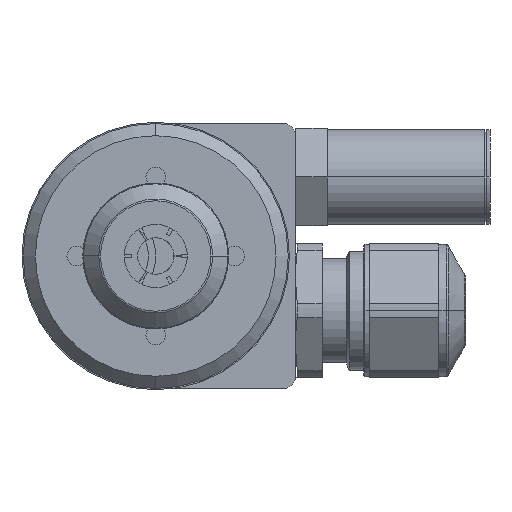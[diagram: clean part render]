
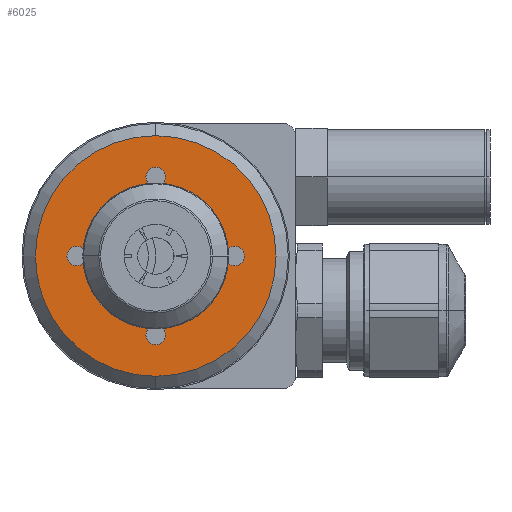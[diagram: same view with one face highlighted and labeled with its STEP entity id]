
A CAD part, left-side view. The second image highlights one B-rep face of the part: STEP entity #6025.
In plain terms, the highlighted planar face has unit normal (-1, 0, 0).
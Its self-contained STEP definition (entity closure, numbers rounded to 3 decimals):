
#127 = VERTEX_POINT ( 'NONE', #768 ) ;
#133 = VERTEX_POINT ( 'NONE', #807 ) ;
#134 = EDGE_CURVE ( 'NONE', #133, #127, #802, .T. ) ;
#768 = CARTESIAN_POINT ( 'NONE',  ( -73.4, 0., -9.9 ) ) ;
#799 = DIRECTION ( 'NONE',  ( 0., 0., -1. ) ) ;
#800 = DIRECTION ( 'NONE',  ( -1., 0., 0. ) ) ;
#801 = AXIS2_PLACEMENT_3D ( 'NONE', #872, #800, #799 ) ;
#802 = CIRCLE ( 'NONE', #801, 9.9 ) ;
#807 = CARTESIAN_POINT ( 'NONE',  ( -73.4, 0., 9.9 ) ) ;
#872 = CARTESIAN_POINT ( 'NONE',  ( -73.4, 0., 0. ) ) ;
#5586 = EDGE_CURVE ( 'NONE', #5960, #5953, #6531, .T. ) ;
#5694 = VERTEX_POINT ( 'NONE', #6736 ) ;
#5698 = VERTEX_POINT ( 'NONE', #6683 ) ;
#5699 = VERTEX_POINT ( 'NONE', #6685 ) ;
#5802 = EDGE_CURVE ( 'NONE', #5981, #5694, #6662, .T. ) ;
#5809 = EDGE_CURVE ( 'NONE', #5954, #5814, #6740, .T. ) ;
#5814 = VERTEX_POINT ( 'NONE', #6799 ) ;
#5842 = EDGE_CURVE ( 'NONE', #5699, #5698, #6978, .T. ) ;
#5851 = ORIENTED_EDGE ( 'NONE', *, *, #5973, .T. ) ;
#5852 = EDGE_LOOP ( 'NONE', ( #5853, #5871 ) ) ;
#5853 = ORIENTED_EDGE ( 'NONE', *, *, #5964, .F. ) ;
#5854 = ORIENTED_EDGE ( 'NONE', *, *, #5842, .F. ) ;
#5863 = ORIENTED_EDGE ( 'NONE', *, *, #5987, .F. ) ;
#5864 = VERTEX_POINT ( 'NONE', #6882 ) ;
#5865 = EDGE_LOOP ( 'NONE', ( #5874, #5919 ) ) ;
#5866 = ORIENTED_EDGE ( 'NONE', *, *, #5802, .F. ) ;
#5871 = ORIENTED_EDGE ( 'NONE', *, *, #5809, .F. ) ;
#5872 = EDGE_CURVE ( 'NONE', #5864, #6008, #6975, .T. ) ;
#5873 = EDGE_LOOP ( 'NONE', ( #5866, #5863 ) ) ;
#5874 = ORIENTED_EDGE ( 'NONE', *, *, #5586, .F. ) ;
#5915 = ORIENTED_EDGE ( 'NONE', *, *, #5917, .F. ) ;
#5917 = EDGE_CURVE ( 'NONE', #6008, #5864, #6789, .T. ) ;
#5919 = ORIENTED_EDGE ( 'NONE', *, *, #5991, .F. ) ;
#5949 = EDGE_LOOP ( 'NONE', ( #6042, #5854 ) ) ;
#5950 = ORIENTED_EDGE ( 'NONE', *, *, #134, .T. ) ;
#5953 = VERTEX_POINT ( 'NONE', #7034 ) ;
#5954 = VERTEX_POINT ( 'NONE', #7157 ) ;
#5960 = VERTEX_POINT ( 'NONE', #7043 ) ;
#5964 = EDGE_CURVE ( 'NONE', #5814, #5954, #7044, .T. ) ;
#5973 = EDGE_CURVE ( 'NONE', #127, #133, #7026, .T. ) ;
#5981 = VERTEX_POINT ( 'NONE', #7005 ) ;
#5987 = EDGE_CURVE ( 'NONE', #5694, #5981, #7013, .T. ) ;
#5989 = EDGE_LOOP ( 'NONE', ( #5851, #5950 ) ) ;
#5990 = EDGE_CURVE ( 'NONE', #5698, #5699, #7143, .T. ) ;
#5991 = EDGE_CURVE ( 'NONE', #5953, #5960, #6996, .T. ) ;
#6007 = ORIENTED_EDGE ( 'NONE', *, *, #5872, .F. ) ;
#6008 = VERTEX_POINT ( 'NONE', #7371 ) ;
#6009 = EDGE_LOOP ( 'NONE', ( #6007, #5915 ) ) ;
#6025 = ADVANCED_FACE ( 'NONE', ( #7237, #7235, #7238, #7232, #7239, #7231 ), #7372, .F. ) ;
#6042 = ORIENTED_EDGE ( 'NONE', *, *, #5990, .F. ) ;
#6512 = DIRECTION ( 'NONE',  ( -1., 0., 0. ) ) ;
#6528 = DIRECTION ( 'NONE',  ( 0., 0., 1. ) ) ;
#6531 = CIRCLE ( 'NONE', #6542, 0.8 ) ;
#6542 = AXIS2_PLACEMENT_3D ( 'NONE', #6544, #6512, #6528 ) ;
#6544 = CARTESIAN_POINT ( 'NONE',  ( -73.4, 6.5, 0. ) ) ;
#6657 = CARTESIAN_POINT ( 'NONE',  ( -73.4, 0., 6.5 ) ) ;
#6662 = CIRCLE ( 'NONE', #6751, 0.8 ) ;
#6683 = CARTESIAN_POINT ( 'NONE',  ( -73.4, 0., -5.7 ) ) ;
#6685 = CARTESIAN_POINT ( 'NONE',  ( -73.4, 0., -7.3 ) ) ;
#6736 = CARTESIAN_POINT ( 'NONE',  ( -73.4, 0., 5.7 ) ) ;
#6740 = CIRCLE ( 'NONE', #6796, 0.8 ) ;
#6747 = CARTESIAN_POINT ( 'NONE',  ( -73.4, -6.5, 0. ) ) ;
#6748 = DIRECTION ( 'NONE',  ( 0., 0., 1. ) ) ;
#6749 = DIRECTION ( 'NONE',  ( -1., 0., 0. ) ) ;
#6751 = AXIS2_PLACEMENT_3D ( 'NONE', #6657, #6749, #6748 ) ;
#6789 = CIRCLE ( 'NONE', #6948, 4.625 ) ;
#6794 = DIRECTION ( 'NONE',  ( 0., 0., 1. ) ) ;
#6795 = DIRECTION ( 'NONE',  ( -1., 0., 0. ) ) ;
#6796 = AXIS2_PLACEMENT_3D ( 'NONE', #6747, #6795, #6794 ) ;
#6799 = CARTESIAN_POINT ( 'NONE',  ( -73.4, -6.5, 0.8 ) ) ;
#6841 = DIRECTION ( 'NONE',  ( 0., 0., 1. ) ) ;
#6842 = DIRECTION ( 'NONE',  ( -1., 0., 0. ) ) ;
#6843 = CARTESIAN_POINT ( 'NONE',  ( -73.4, 0., -6.5 ) ) ;
#6844 = AXIS2_PLACEMENT_3D ( 'NONE', #6843, #6842, #6841 ) ;
#6872 = CARTESIAN_POINT ( 'NONE',  ( -73.4, 0., 0. ) ) ;
#6882 = CARTESIAN_POINT ( 'NONE',  ( -73.4, 0., 4.625 ) ) ;
#6943 = DIRECTION ( 'NONE',  ( 0., 0., 1. ) ) ;
#6944 = DIRECTION ( 'NONE',  ( -1., 0., 0. ) ) ;
#6948 = AXIS2_PLACEMENT_3D ( 'NONE', #6955, #6944, #6943 ) ;
#6955 = CARTESIAN_POINT ( 'NONE',  ( -73.4, 0., 0. ) ) ;
#6972 = DIRECTION ( 'NONE',  ( 0., 0., 1. ) ) ;
#6973 = DIRECTION ( 'NONE',  ( -1., 0., 0. ) ) ;
#6974 = AXIS2_PLACEMENT_3D ( 'NONE', #6872, #6973, #6972 ) ;
#6975 = CIRCLE ( 'NONE', #6974, 4.625 ) ;
#6978 = CIRCLE ( 'NONE', #6844, 0.8 ) ;
#6993 = AXIS2_PLACEMENT_3D ( 'NONE', #7146, #7145, #7144 ) ;
#6995 = AXIS2_PLACEMENT_3D ( 'NONE', #7147, #7135, #7134 ) ;
#6996 = CIRCLE ( 'NONE', #7137, 0.8 ) ;
#7005 = CARTESIAN_POINT ( 'NONE',  ( -73.4, 0., 7.3 ) ) ;
#7013 = CIRCLE ( 'NONE', #6993, 0.8 ) ;
#7018 = DIRECTION ( 'NONE',  ( 0., 0., -1. ) ) ;
#7019 = DIRECTION ( 'NONE',  ( -1., 0., 0. ) ) ;
#7020 = CARTESIAN_POINT ( 'NONE',  ( -73.4, 0., 0. ) ) ;
#7021 = AXIS2_PLACEMENT_3D ( 'NONE', #7020, #7019, #7018 ) ;
#7026 = CIRCLE ( 'NONE', #7021, 9.9 ) ;
#7034 = CARTESIAN_POINT ( 'NONE',  ( -73.4, 6.5, -0.8 ) ) ;
#7043 = CARTESIAN_POINT ( 'NONE',  ( -73.4, 6.5, 0.8 ) ) ;
#7044 = CIRCLE ( 'NONE', #7079, 0.8 ) ;
#7072 = DIRECTION ( 'NONE',  ( 0., 0., 1. ) ) ;
#7073 = DIRECTION ( 'NONE',  ( -1., 0., 0. ) ) ;
#7074 = CARTESIAN_POINT ( 'NONE',  ( -73.4, -6.5, 0. ) ) ;
#7079 = AXIS2_PLACEMENT_3D ( 'NONE', #7074, #7073, #7072 ) ;
#7116 = DIRECTION ( 'NONE',  ( 0., 0., 1. ) ) ;
#7117 = DIRECTION ( 'NONE',  ( -1., 0., 0. ) ) ;
#7118 = CARTESIAN_POINT ( 'NONE',  ( -73.4, 6.5, 0. ) ) ;
#7134 = DIRECTION ( 'NONE',  ( 0., 0., 1. ) ) ;
#7135 = DIRECTION ( 'NONE',  ( -1., 0., 0. ) ) ;
#7137 = AXIS2_PLACEMENT_3D ( 'NONE', #7118, #7117, #7116 ) ;
#7143 = CIRCLE ( 'NONE', #6995, 0.8 ) ;
#7144 = DIRECTION ( 'NONE',  ( 0., 0., 1. ) ) ;
#7145 = DIRECTION ( 'NONE',  ( -1., 0., 0. ) ) ;
#7146 = CARTESIAN_POINT ( 'NONE',  ( -73.4, 0., 6.5 ) ) ;
#7147 = CARTESIAN_POINT ( 'NONE',  ( -73.4, 0., -6.5 ) ) ;
#7157 = CARTESIAN_POINT ( 'NONE',  ( -73.4, -6.5, -0.8 ) ) ;
#7225 = DIRECTION ( 'NONE',  ( 0., 0., -1. ) ) ;
#7231 = FACE_BOUND ( 'NONE', #6009, .T. ) ;
#7232 = FACE_BOUND ( 'NONE', #5873, .T. ) ;
#7235 = FACE_BOUND ( 'NONE', #5949, .T. ) ;
#7236 = CARTESIAN_POINT ( 'NONE',  ( -73.4, 10.9, 0. ) ) ;
#7237 = FACE_OUTER_BOUND ( 'NONE', #5989, .T. ) ;
#7238 = FACE_BOUND ( 'NONE', #5852, .T. ) ;
#7239 = FACE_BOUND ( 'NONE', #5865, .T. ) ;
#7241 = DIRECTION ( 'NONE',  ( 1., 0., 0. ) ) ;
#7242 = AXIS2_PLACEMENT_3D ( 'NONE', #7236, #7241, #7225 ) ;
#7371 = CARTESIAN_POINT ( 'NONE',  ( -73.4, 0., -4.625 ) ) ;
#7372 = PLANE ( 'NONE',  #7242 ) ;
